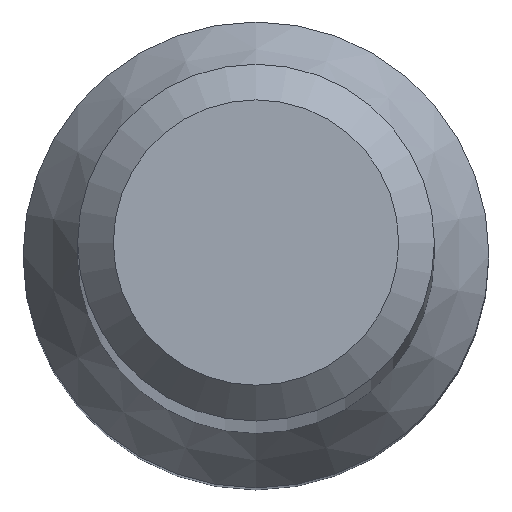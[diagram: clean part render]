
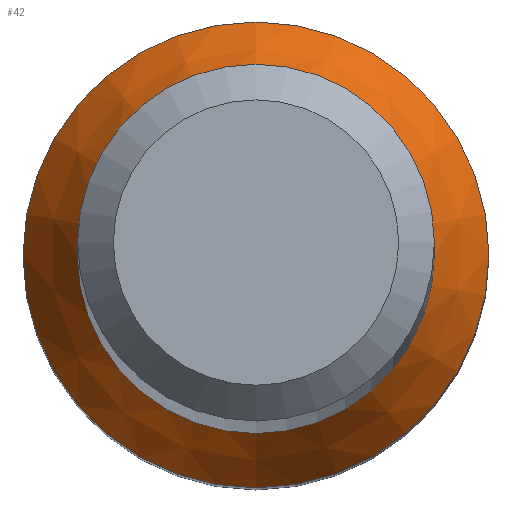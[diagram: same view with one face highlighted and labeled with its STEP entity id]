
A CAD part, top view. The second image highlights one B-rep face of the part: STEP entity #42.
In plain terms, the highlighted conical face has half-angle 30 degrees and reference radius 1.959 mm.
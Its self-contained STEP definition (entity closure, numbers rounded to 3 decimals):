
#10 = CARTESIAN_POINT ( 'NONE',  ( 0., 1.5, 11.083 ) ) ;
#34 = CARTESIAN_POINT ( 'NONE',  ( 0., 1.959, 10.288 ) ) ;
#42 = ADVANCED_FACE ( 'NONE', ( #227, #189 ), #179, .T. ) ;
#44 = AXIS2_PLACEMENT_3D ( 'NONE', #56, #153, #116 ) ;
#51 = DIRECTION ( 'NONE',  ( 0., 0., -1. ) ) ;
#56 = CARTESIAN_POINT ( 'NONE',  ( 0., 0., 10.288 ) ) ;
#74 = DIRECTION ( 'NONE',  ( 0., 1., 0. ) ) ;
#78 = AXIS2_PLACEMENT_3D ( 'NONE', #193, #232, #99 ) ;
#86 = VERTEX_POINT ( 'NONE', #10 ) ;
#89 = ORIENTED_EDGE ( 'NONE', *, *, #163, .F. ) ;
#92 = CIRCLE ( 'NONE', #78, 1.5 ) ;
#97 = CIRCLE ( 'NONE', #44, 1.959 ) ;
#99 = DIRECTION ( 'NONE',  ( 0., 1., 0. ) ) ;
#113 = EDGE_LOOP ( 'NONE', ( #89 ) ) ;
#116 = DIRECTION ( 'NONE',  ( 0., 1., 0. ) ) ;
#130 = ORIENTED_EDGE ( 'NONE', *, *, #192, .T. ) ;
#132 = EDGE_LOOP ( 'NONE', ( #130 ) ) ;
#153 = DIRECTION ( 'NONE',  ( 0., 0., -1. ) ) ;
#163 = EDGE_CURVE ( 'NONE', #211, #211, #97, .T. ) ;
#168 = CARTESIAN_POINT ( 'NONE',  ( 0., 0., 10.288 ) ) ;
#179 = CONICAL_SURFACE ( 'NONE', #187, 1.959, 0.524 ) ;
#187 = AXIS2_PLACEMENT_3D ( 'NONE', #168, #51, #74 ) ;
#189 = FACE_OUTER_BOUND ( 'NONE', #113, .T. ) ;
#192 = EDGE_CURVE ( 'NONE', #86, #86, #92, .T. ) ;
#193 = CARTESIAN_POINT ( 'NONE',  ( 0., 0., 11.083 ) ) ;
#211 = VERTEX_POINT ( 'NONE', #34 ) ;
#227 = FACE_BOUND ( 'NONE', #132, .T. ) ;
#232 = DIRECTION ( 'NONE',  ( 0., 0., -1. ) ) ;
